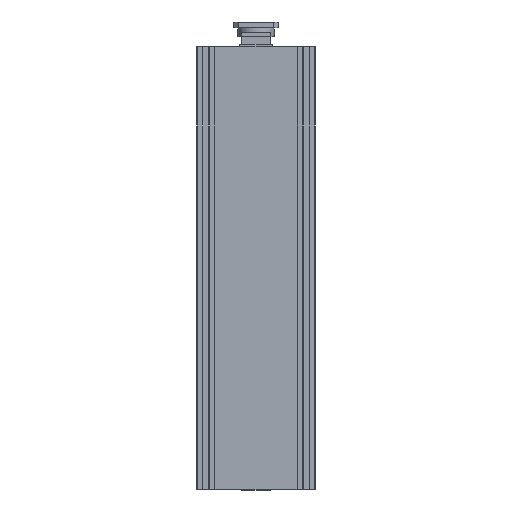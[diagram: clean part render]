
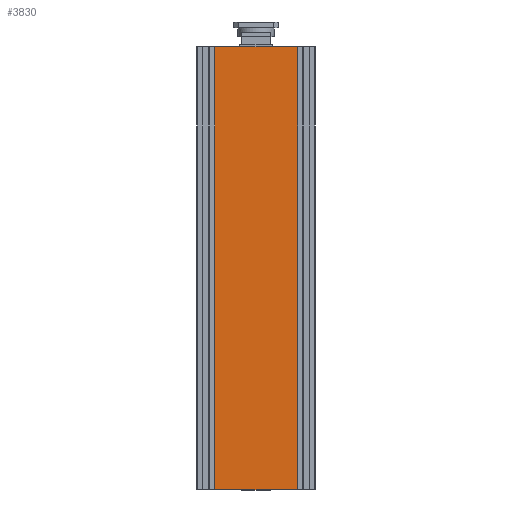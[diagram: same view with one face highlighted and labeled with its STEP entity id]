
A CAD part, left-side view. The second image highlights one B-rep face of the part: STEP entity #3830.
In plain terms, the highlighted planar face has unit normal (-1, 0, 0).
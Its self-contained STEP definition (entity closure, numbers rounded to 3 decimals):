
#425 = AXIS2_PLACEMENT_3D ( 'NONE', #1480, #3259, #1516 ) ;
#529 = CARTESIAN_POINT ( 'NONE',  ( -57.97, 44.5, -26.7 ) ) ;
#748 = LINE ( 'NONE', #7058, #5864 ) ;
#779 = CARTESIAN_POINT ( 'NONE',  ( -57.97, -44.5, -502.7 ) ) ;
#1168 = VECTOR ( 'NONE', #3307, 1000. ) ;
#1288 = EDGE_CURVE ( 'NONE', #6151, #2206, #2702, .T. ) ;
#1291 = LINE ( 'NONE', #5300, #5777 ) ;
#1480 = CARTESIAN_POINT ( 'NONE',  ( -57.97, -44.5, -673.63 ) ) ;
#1516 = DIRECTION ( 'NONE',  ( 0., 0., 1. ) ) ;
#1870 = EDGE_CURVE ( 'NONE', #3154, #2206, #1291, .T. ) ;
#2133 = EDGE_CURVE ( 'NONE', #6151, #2370, #748, .T. ) ;
#2206 = VERTEX_POINT ( 'NONE', #3282 ) ;
#2330 = CARTESIAN_POINT ( 'NONE',  ( -57.97, 44.5, -502.7 ) ) ;
#2363 = DIRECTION ( 'NONE',  ( 0., 0., -1. ) ) ;
#2370 = VERTEX_POINT ( 'NONE', #2330 ) ;
#2702 = LINE ( 'NONE', #3771, #1168 ) ;
#2817 = EDGE_CURVE ( 'NONE', #3154, #2370, #6777, .T. ) ;
#2836 = ORIENTED_EDGE ( 'NONE', *, *, #2817, .T. ) ;
#3154 = VERTEX_POINT ( 'NONE', #529 ) ;
#3259 = DIRECTION ( 'NONE',  ( -1., 0., 0. ) ) ;
#3282 = CARTESIAN_POINT ( 'NONE',  ( -57.97, -44.5, -26.7 ) ) ;
#3307 = DIRECTION ( 'NONE',  ( 0., 0., 1. ) ) ;
#3606 = DIRECTION ( 'NONE',  ( 0., -1., 0. ) ) ;
#3771 = CARTESIAN_POINT ( 'NONE',  ( -57.97, -44.5, -673.63 ) ) ;
#3812 = EDGE_LOOP ( 'NONE', ( #2836, #5007, #4557, #4782 ) ) ;
#3830 = ADVANCED_FACE ( 'NONE', ( #4482 ), #6758, .T. ) ;
#4175 = DIRECTION ( 'NONE',  ( 0., 1., 0. ) ) ;
#4482 = FACE_OUTER_BOUND ( 'NONE', #3812, .T. ) ;
#4557 = ORIENTED_EDGE ( 'NONE', *, *, #1288, .T. ) ;
#4782 = ORIENTED_EDGE ( 'NONE', *, *, #1870, .F. ) ;
#5007 = ORIENTED_EDGE ( 'NONE', *, *, #2133, .F. ) ;
#5300 = CARTESIAN_POINT ( 'NONE',  ( -57.97, -44.5, -26.7 ) ) ;
#5777 = VECTOR ( 'NONE', #3606, 1000. ) ;
#5864 = VECTOR ( 'NONE', #4175, 1000. ) ;
#6151 = VERTEX_POINT ( 'NONE', #779 ) ;
#6758 = PLANE ( 'NONE',  #425 ) ;
#6777 = LINE ( 'NONE', #7006, #6825 ) ;
#6825 = VECTOR ( 'NONE', #2363, 1000. ) ;
#7006 = CARTESIAN_POINT ( 'NONE',  ( -57.97, 44.5, -673.63 ) ) ;
#7058 = CARTESIAN_POINT ( 'NONE',  ( -57.97, -44.5, -502.7 ) ) ;
